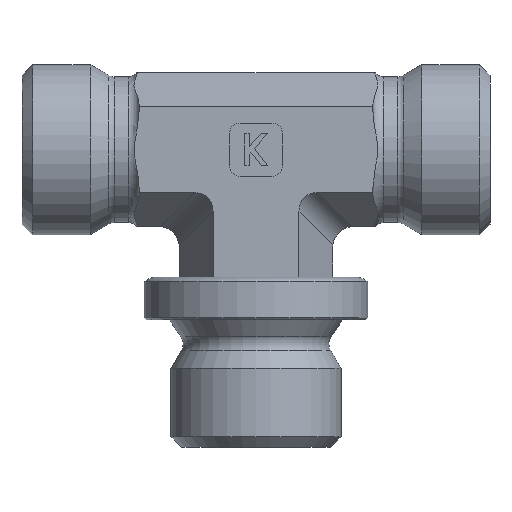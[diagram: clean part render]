
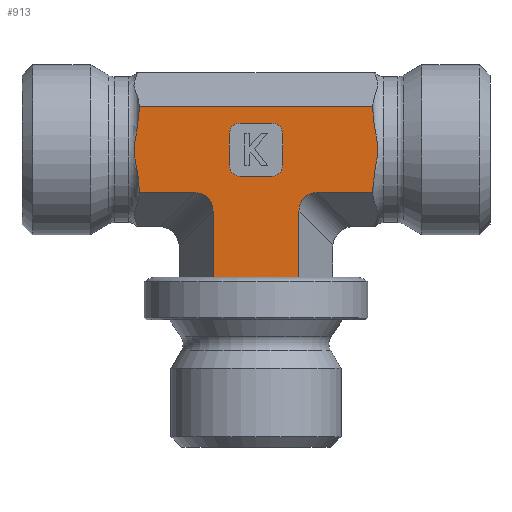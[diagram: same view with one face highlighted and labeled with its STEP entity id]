
A CAD part, left-side view. The second image highlights one B-rep face of the part: STEP entity #913.
In plain terms, the highlighted planar face has unit normal (-1, 0, 0).
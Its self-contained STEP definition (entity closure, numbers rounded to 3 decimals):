
#480=CARTESIAN_POINT('',(-26.485,20.544,8.447));
#481=VERTEX_POINT('',#480);
#489=CARTESIAN_POINT('',(-26.485,20.544,15.553));
#490=VERTEX_POINT('',#489);
#491=CARTESIAN_POINT('',(-26.485,20.544,15.553));
#492=CARTESIAN_POINT('',(-26.485,20.544,15.154));
#493=CARTESIAN_POINT('',(-26.485,20.602,14.678));
#494=CARTESIAN_POINT('',(-26.485,20.794,13.569));
#495=CARTESIAN_POINT('',(-26.485,21.017,12.727));
#496=CARTESIAN_POINT('',(-26.485,21.017,11.273));
#497=CARTESIAN_POINT('',(-26.485,20.794,10.431));
#498=CARTESIAN_POINT('',(-26.485,20.602,9.322));
#499=CARTESIAN_POINT('',(-26.485,20.544,8.846));
#500=CARTESIAN_POINT('',(-26.485,20.544,8.447));
#501=B_SPLINE_CURVE_WITH_KNOTS('',3,(#491,#492,#493,#494,#495,#496,#497,#498,#499,#500),.UNSPECIFIED.,.F.,.U.,(4,2,2,2,4),(0.775,0.894,1.112,1.33,1.45),.UNSPECIFIED.);
#502=EDGE_CURVE('',#490,#481,#501,.T.);
#692=CARTESIAN_POINT('',(-26.485,20.544,16.041));
#693=VERTEX_POINT('',#692);
#700=CARTESIAN_POINT('',(-26.485,-1.456,16.041));
#701=VERTEX_POINT('',#700);
#702=CARTESIAN_POINT('',(-26.485,20.544,16.041));
#703=DIRECTION('',(0.0,-1.0,0.0));
#704=VECTOR('',#703,22.);
#705=LINE('',#702,#704);
#706=EDGE_CURVE('',#693,#701,#705,.T.);
#733=CARTESIAN_POINT('',(-26.485,5.502,0.0));
#734=DIRECTION('',(-1.0,0.0,0.0));
#735=DIRECTION('',(0.0,0.0,1.0));
#736=AXIS2_PLACEMENT_3D('',#733,#734,#735);
#737=PLANE('',#736);
#738=CARTESIAN_POINT('',(-26.485,20.544,16.041));
#739=DIRECTION('',(0.0,0.0,-1.0));
#740=VECTOR('',#739,0.489);
#741=LINE('',#738,#740);
#742=EDGE_CURVE('',#693,#490,#741,.T.);
#743=ORIENTED_EDGE('',*,*,#742,.T.);
#744=ORIENTED_EDGE('',*,*,#502,.T.);
#745=CARTESIAN_POINT('',(-26.485,20.544,7.959));
#746=VERTEX_POINT('',#745);
#747=CARTESIAN_POINT('',(-26.485,20.544,8.447));
#748=DIRECTION('',(0.0,0.0,-1.0));
#749=VECTOR('',#748,0.489);
#750=LINE('',#747,#749);
#751=EDGE_CURVE('',#481,#746,#750,.T.);
#752=ORIENTED_EDGE('',*,*,#751,.T.);
#753=CARTESIAN_POINT('',(-26.485,15.317,7.959));
#754=VERTEX_POINT('',#753);
#755=CARTESIAN_POINT('',(-26.485,15.317,7.959));
#756=DIRECTION('',(0.0,1.0,0.0));
#757=VECTOR('',#756,5.226);
#758=LINE('',#755,#757);
#759=EDGE_CURVE('',#754,#746,#758,.T.);
#760=ORIENTED_EDGE('',*,*,#759,.F.);
#761=CARTESIAN_POINT('',(-26.485,13.585,6.226));
#762=VERTEX_POINT('',#761);
#763=CARTESIAN_POINT('',(-26.485,15.895,5.649));
#764=DIRECTION('',(-1.0,0.0,0.0));
#765=DIRECTION('',(0.0,-0.707,0.707));
#766=AXIS2_PLACEMENT_3D('',#763,#764,#765);
#767=ELLIPSE('',#766,2.582,2.0);
#768=EDGE_CURVE('',#762,#754,#767,.T.);
#769=ORIENTED_EDGE('',*,*,#768,.F.);
#770=CARTESIAN_POINT('',(-26.485,13.585,0.0));
#771=VERTEX_POINT('',#770);
#772=CARTESIAN_POINT('',(-26.485,13.585,0.0));
#773=DIRECTION('',(0.0,0.0,1.0));
#774=VECTOR('',#773,6.226);
#775=LINE('',#772,#774);
#776=EDGE_CURVE('',#771,#762,#775,.T.);
#777=ORIENTED_EDGE('',*,*,#776,.F.);
#778=CARTESIAN_POINT('',(-26.485,5.502,0.0));
#779=VERTEX_POINT('',#778);
#780=CARTESIAN_POINT('',(-26.485,13.585,0.0));
#781=DIRECTION('',(0.0,-1.0,0.0));
#782=VECTOR('',#781,8.083);
#783=LINE('',#780,#782);
#784=EDGE_CURVE('',#771,#779,#783,.T.);
#785=ORIENTED_EDGE('',*,*,#784,.T.);
#786=CARTESIAN_POINT('',(-26.485,5.502,6.226));
#787=VERTEX_POINT('',#786);
#788=CARTESIAN_POINT('',(-26.485,5.502,0.0));
#789=DIRECTION('',(0.0,0.0,1.0));
#790=VECTOR('',#789,6.226);
#791=LINE('',#788,#790);
#792=EDGE_CURVE('',#779,#787,#791,.T.);
#793=ORIENTED_EDGE('',*,*,#792,.T.);
#794=CARTESIAN_POINT('',(-26.485,3.77,7.959));
#795=VERTEX_POINT('',#794);
#796=CARTESIAN_POINT('',(-26.485,3.193,5.649));
#797=DIRECTION('',(-1.0,0.0,0.0));
#798=DIRECTION('',(0.0,0.707,0.707));
#799=AXIS2_PLACEMENT_3D('',#796,#797,#798);
#800=ELLIPSE('',#799,2.582,2.0);
#801=EDGE_CURVE('',#795,#787,#800,.T.);
#802=ORIENTED_EDGE('',*,*,#801,.F.);
#803=CARTESIAN_POINT('',(-26.485,-1.456,7.959));
#804=VERTEX_POINT('',#803);
#805=CARTESIAN_POINT('',(-26.485,3.77,7.959));
#806=DIRECTION('',(0.0,-1.0,0.0));
#807=VECTOR('',#806,5.226);
#808=LINE('',#805,#807);
#809=EDGE_CURVE('',#795,#804,#808,.T.);
#810=ORIENTED_EDGE('',*,*,#809,.T.);
#811=CARTESIAN_POINT('',(-26.485,-1.456,8.447));
#812=VERTEX_POINT('',#811);
#813=CARTESIAN_POINT('',(-26.485,-1.456,7.959));
#814=DIRECTION('',(0.0,0.0,1.0));
#815=VECTOR('',#814,0.489);
#816=LINE('',#813,#815);
#817=EDGE_CURVE('',#804,#812,#816,.T.);
#818=ORIENTED_EDGE('',*,*,#817,.T.);
#819=CARTESIAN_POINT('',(-26.485,-1.456,15.553));
#820=VERTEX_POINT('',#819);
#821=CARTESIAN_POINT('',(-26.485,-1.456,8.447));
#822=CARTESIAN_POINT('',(-26.485,-1.456,8.846));
#823=CARTESIAN_POINT('',(-26.485,-1.514,9.322));
#824=CARTESIAN_POINT('',(-26.485,-1.706,10.431));
#825=CARTESIAN_POINT('',(-26.485,-1.929,11.273));
#826=CARTESIAN_POINT('',(-26.485,-1.929,12.727));
#827=CARTESIAN_POINT('',(-26.485,-1.706,13.569));
#828=CARTESIAN_POINT('',(-26.485,-1.514,14.678));
#829=CARTESIAN_POINT('',(-26.485,-1.456,15.154));
#830=CARTESIAN_POINT('',(-26.485,-1.456,15.553));
#831=B_SPLINE_CURVE_WITH_KNOTS('',3,(#821,#822,#823,#824,#825,#826,#827,#828,#829,#830),.UNSPECIFIED.,.F.,.U.,(4,2,2,2,4),(0.775,0.894,1.112,1.33,1.45),.UNSPECIFIED.);
#832=EDGE_CURVE('',#812,#820,#831,.T.);
#833=ORIENTED_EDGE('',*,*,#832,.T.);
#834=CARTESIAN_POINT('',(-26.485,-1.456,15.553));
#835=DIRECTION('',(0.0,0.0,1.0));
#836=VECTOR('',#835,0.489);
#837=LINE('',#834,#836);
#838=EDGE_CURVE('',#820,#701,#837,.T.);
#839=ORIENTED_EDGE('',*,*,#838,.T.);
#840=ORIENTED_EDGE('',*,*,#706,.F.);
#841=EDGE_LOOP('',(#743,#744,#752,#760,#769,#777,#785,#793,#802,#810,#818,#833,#839,#840));
#842=FACE_OUTER_BOUND('',#841,.T.);
#843=CARTESIAN_POINT('',(-26.485,11.044,14.5));
#844=VERTEX_POINT('',#843);
#845=CARTESIAN_POINT('',(-26.485,8.044,14.5));
#846=VERTEX_POINT('',#845);
#847=CARTESIAN_POINT('',(-26.485,11.044,14.5));
#848=DIRECTION('',(0.0,-1.0,0.0));
#849=VECTOR('',#848,3.);
#850=LINE('',#847,#849);
#851=EDGE_CURVE('',#844,#846,#850,.T.);
#852=ORIENTED_EDGE('',*,*,#851,.T.);
#853=CARTESIAN_POINT('',(-26.485,7.044,13.5));
#854=VERTEX_POINT('',#853);
#855=CARTESIAN_POINT('',(-26.485,8.044,13.5));
#856=DIRECTION('',(-1.0,0.0,0.0));
#857=DIRECTION('',(0.0,-0.707,0.707));
#858=AXIS2_PLACEMENT_3D('',#855,#856,#857);
#859=CIRCLE('',#858,1.0);
#860=EDGE_CURVE('',#854,#846,#859,.T.);
#861=ORIENTED_EDGE('',*,*,#860,.F.);
#862=CARTESIAN_POINT('',(-26.485,7.044,10.5));
#863=VERTEX_POINT('',#862);
#864=CARTESIAN_POINT('',(-26.485,7.044,13.5));
#865=DIRECTION('',(0.0,0.0,-1.0));
#866=VECTOR('',#865,3.0);
#867=LINE('',#864,#866);
#868=EDGE_CURVE('',#854,#863,#867,.T.);
#869=ORIENTED_EDGE('',*,*,#868,.T.);
#870=CARTESIAN_POINT('',(-26.485,8.044,9.5));
#871=VERTEX_POINT('',#870);
#872=CARTESIAN_POINT('',(-26.485,8.044,10.5));
#873=DIRECTION('',(-1.0,0.0,0.0));
#874=DIRECTION('',(0.0,-0.707,-0.707));
#875=AXIS2_PLACEMENT_3D('',#872,#873,#874);
#876=CIRCLE('',#875,1.0);
#877=EDGE_CURVE('',#871,#863,#876,.T.);
#878=ORIENTED_EDGE('',*,*,#877,.F.);
#879=CARTESIAN_POINT('',(-26.485,11.044,9.5));
#880=VERTEX_POINT('',#879);
#881=CARTESIAN_POINT('',(-26.485,8.044,9.5));
#882=DIRECTION('',(0.0,1.0,0.0));
#883=VECTOR('',#882,3.);
#884=LINE('',#881,#883);
#885=EDGE_CURVE('',#871,#880,#884,.T.);
#886=ORIENTED_EDGE('',*,*,#885,.T.);
#887=CARTESIAN_POINT('',(-26.485,12.044,10.5));
#888=VERTEX_POINT('',#887);
#889=CARTESIAN_POINT('',(-26.485,11.044,10.5));
#890=DIRECTION('',(-1.0,0.0,0.0));
#891=DIRECTION('',(0.0,0.707,-0.707));
#892=AXIS2_PLACEMENT_3D('',#889,#890,#891);
#893=CIRCLE('',#892,1.0);
#894=EDGE_CURVE('',#888,#880,#893,.T.);
#895=ORIENTED_EDGE('',*,*,#894,.F.);
#896=CARTESIAN_POINT('',(-26.485,12.044,13.5));
#897=VERTEX_POINT('',#896);
#898=CARTESIAN_POINT('',(-26.485,12.044,10.5));
#899=DIRECTION('',(0.0,0.0,1.0));
#900=VECTOR('',#899,3.0);
#901=LINE('',#898,#900);
#902=EDGE_CURVE('',#888,#897,#901,.T.);
#903=ORIENTED_EDGE('',*,*,#902,.T.);
#904=CARTESIAN_POINT('',(-26.485,11.044,13.5));
#905=DIRECTION('',(-1.0,0.0,0.0));
#906=DIRECTION('',(0.0,0.707,0.707));
#907=AXIS2_PLACEMENT_3D('',#904,#905,#906);
#908=CIRCLE('',#907,1.0);
#909=EDGE_CURVE('',#844,#897,#908,.T.);
#910=ORIENTED_EDGE('',*,*,#909,.F.);
#911=EDGE_LOOP('',(#852,#861,#869,#878,#886,#895,#903,#910));
#912=FACE_BOUND('',#911,.T.);
#913=ADVANCED_FACE('',(#842,#912),#737,.T.);
